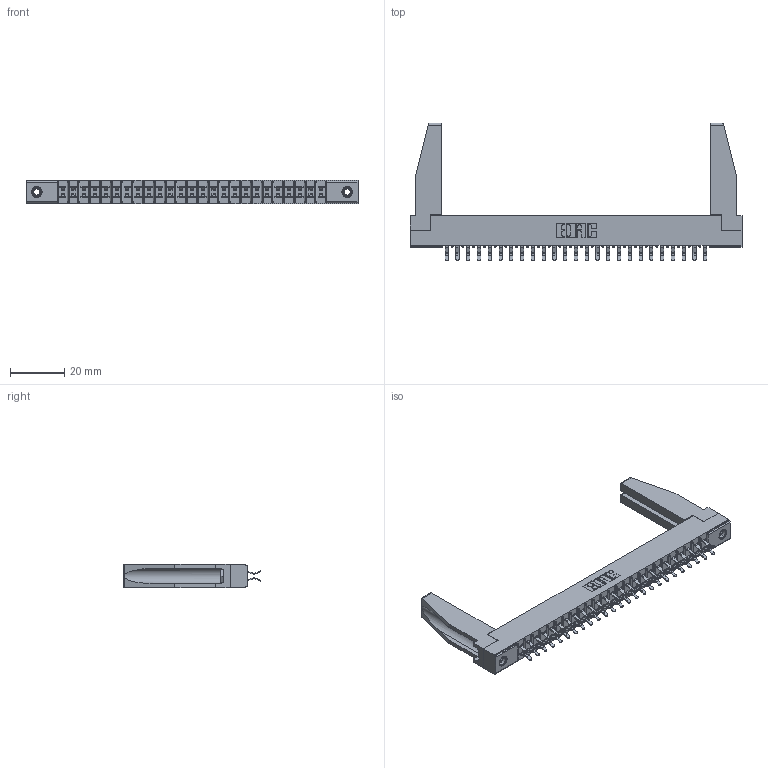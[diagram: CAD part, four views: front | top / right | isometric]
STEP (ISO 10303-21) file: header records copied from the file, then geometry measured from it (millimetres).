
FILE_DESCRIPTION (( 'STEP AP203' ), '1' );
FILE_NAME ('305-050-556-278.STEP', '2019-09-09T22:01:07', ( '' ), ( '' ), 'SwSTEP 2.0', 'SolidWorks 2016', '' );
FILE_SCHEMA (( 'CONFIG_CONTROL_DESIGN' ));
Length unit declared in the file: inch
Products named in the file (5): 305 Part_.156 Dia; 305-050-556-278; 305-290-001_556; 345-250-001_345-250-001-102; 307-220-078
Assembly tree (55 placements, depth 2):
  305-050-556-278
    305 Part_.156 Dia
    305-290-001_556  x50
    345-250-001_345-250-001-102  x2
    307-220-078  x2
Bounding box: 122.07 x 50.67 x 8.71 mm (x, y, z)
Volume: 11633.2 mm3; surface area: 18456.8 mm2
Topology: 55 solids, 55 shells, 3046 faces, 8721 edges, 5670 vertices
Faces by surface type: plane 1702, cylinder 1228, sphere 100, cone 12, torus 4
Entity records: 31799 total; most frequent: CARTESIAN_POINT 5271, ORIENTED_EDGE 5188, DIRECTION 5074, EDGE_CURVE 2594, VECTOR 2072, LINE 2072, VERTEX_POINT 1656, AXIS2_PLACEMENT_3D 1501
